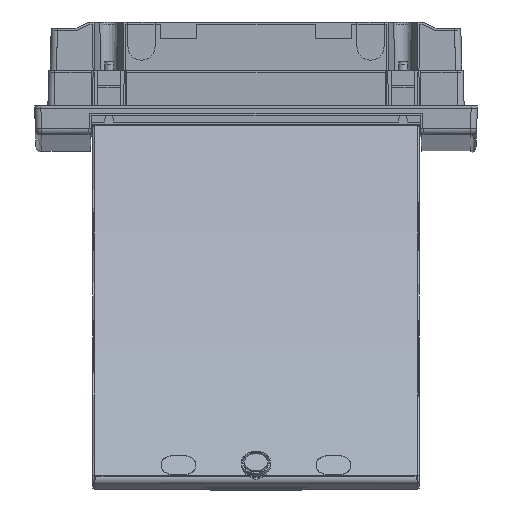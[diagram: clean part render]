
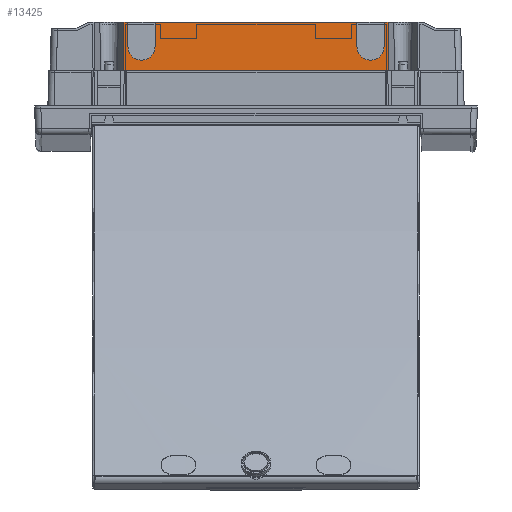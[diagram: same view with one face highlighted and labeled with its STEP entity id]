
A CAD part, left-side view. The second image highlights one B-rep face of the part: STEP entity #13425.
In plain terms, the highlighted face is planar.
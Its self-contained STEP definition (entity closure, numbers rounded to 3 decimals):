
#760=CIRCLE('',#16589,10.935);
#774=CIRCLE('',#16661,10.935);
#3147=ORIENTED_EDGE('',*,*,#5874,.T.);
#3148=ORIENTED_EDGE('',*,*,#5876,.T.);
#3149=ORIENTED_EDGE('',*,*,#5701,.F.);
#3150=ORIENTED_EDGE('',*,*,#6019,.F.);
#3151=ORIENTED_EDGE('',*,*,#6025,.T.);
#3152=ORIENTED_EDGE('',*,*,#5861,.T.);
#3153=ORIENTED_EDGE('',*,*,#5673,.T.);
#3154=ORIENTED_EDGE('',*,*,#5727,.F.);
#3155=ORIENTED_EDGE('',*,*,#5723,.F.);
#3156=ORIENTED_EDGE('',*,*,#5728,.F.);
#3157=ORIENTED_EDGE('',*,*,#5669,.F.);
#3158=ORIENTED_EDGE('',*,*,#5877,.T.);
#5669=EDGE_CURVE('',#7345,#7346,#8592,.T.);
#5673=EDGE_CURVE('',#7350,#7349,#8596,.T.);
#5701=EDGE_CURVE('',#7377,#7378,#8620,.T.);
#5723=EDGE_CURVE('',#7399,#7400,#760,.T.);
#5727=EDGE_CURVE('',#7400,#7349,#8623,.T.);
#5728=EDGE_CURVE('',#7346,#7399,#8624,.T.);
#5861=EDGE_CURVE('',#7487,#7350,#8738,.T.);
#5874=EDGE_CURVE('',#7497,#7499,#774,.T.);
#5876=EDGE_CURVE('',#7499,#7378,#8746,.T.);
#5877=EDGE_CURVE('',#7345,#7497,#8747,.T.);
#6019=EDGE_CURVE('',#7585,#7377,#8870,.T.);
#6025=EDGE_CURVE('',#7585,#7487,#8876,.T.);
#7345=VERTEX_POINT('',#23593);
#7346=VERTEX_POINT('',#23595);
#7349=VERTEX_POINT('',#23601);
#7350=VERTEX_POINT('',#23603);
#7377=VERTEX_POINT('',#23657);
#7378=VERTEX_POINT('',#23659);
#7399=VERTEX_POINT('',#23721);
#7400=VERTEX_POINT('',#23723);
#7487=VERTEX_POINT('',#24028);
#7497=VERTEX_POINT('',#24068);
#7499=VERTEX_POINT('',#24072);
#7585=VERTEX_POINT('',#24385);
#8592=LINE('',#23594,#9934);
#8596=LINE('',#23602,#9938);
#8620=LINE('',#23658,#9962);
#8623=LINE('',#23729,#9965);
#8624=LINE('',#23731,#9966);
#8738=LINE('',#24044,#10080);
#8746=LINE('',#24076,#10088);
#8747=LINE('',#24078,#10089);
#8870=LINE('',#24402,#10212);
#8876=LINE('',#24413,#10218);
#9934=VECTOR('',#18797,1000.);
#9938=VECTOR('',#18801,1000.);
#9962=VECTOR('',#18833,1000.);
#9965=VECTOR('',#18924,1000.);
#9966=VECTOR('',#18927,1000.);
#10080=VECTOR('',#19147,1000.);
#10088=VECTOR('',#19187,1000.);
#10089=VECTOR('',#19190,1000.);
#10212=VECTOR('',#19423,1000.);
#10218=VECTOR('',#19437,1000.);
#11246=EDGE_LOOP('',(#3147,#3148,#3149,#3150,#3151,#3152,#3153,#3154,#3155,
#3156,#3157,#3158));
#12133=FACE_BOUND('',#11246,.T.);
#12763=PLANE('',#16722);
#13425=ADVANCED_FACE('',(#12133),#12763,.T.);
#16589=AXIS2_PLACEMENT_3D('',#23722,#18915,#18916);
#16661=AXIS2_PLACEMENT_3D('',#24073,#19182,#19183);
#16722=AXIS2_PLACEMENT_3D('',#24412,#19435,#19436);
#18797=DIRECTION('',(0.,0.,-1.));
#18801=DIRECTION('',(0.,0.,1.));
#18833=DIRECTION('',(0.,0.,-1.));
#18915=DIRECTION('',(-1.,-0.017,0.));
#18916=DIRECTION('',(-0.017,1.,0.));
#18924=DIRECTION('',(0.017,-1.,-0.017));
#18927=DIRECTION('',(-0.017,1.,-0.017));
#19147=DIRECTION('',(0.017,-1.,0.012));
#19182=DIRECTION('',(1.,0.017,0.));
#19183=DIRECTION('',(-0.017,1.,0.));
#19187=DIRECTION('',(0.017,-1.,0.017));
#19190=DIRECTION('',(-0.017,1.,0.017));
#19423=DIRECTION('',(0.017,-1.,-0.012));
#19435=DIRECTION('',(-1.,-0.017,0.));
#19436=DIRECTION('',(-0.017,1.,0.));
#19437=DIRECTION('',(0.,0.,-1.));
#23593=CARTESIAN_POINT('',(-183.813,0.,81.07));
#23594=CARTESIAN_POINT('',(-183.813,0.,178.445));
#23595=CARTESIAN_POINT('',(-183.813,0.,-81.07));
#23601=CARTESIAN_POINT('',(-183.813,0.,-103.633));
#23602=CARTESIAN_POINT('',(-183.813,0.,-178.445));
#23603=CARTESIAN_POINT('',(-183.813,0.,-106.511));
#23657=CARTESIAN_POINT('',(-183.813,0.,106.511));
#23658=CARTESIAN_POINT('',(-183.813,0.,178.445));
#23659=CARTESIAN_POINT('',(-183.813,0.,103.633));
#23721=CARTESIAN_POINT('',(-184.159,19.857,-81.416));
#23722=CARTESIAN_POINT('',(-184.159,19.857,-92.351));
#23723=CARTESIAN_POINT('',(-184.159,19.857,-103.286));
#23729=CARTESIAN_POINT('',(-184.103,16.644,-103.342));
#23731=CARTESIAN_POINT('',(-184.103,16.644,-81.36));
#24028=CARTESIAN_POINT('',(-184.49,38.8,-106.99));
#24044=CARTESIAN_POINT('',(-184.505,39.681,-107.001));
#24068=CARTESIAN_POINT('',(-184.159,19.857,81.416));
#24072=CARTESIAN_POINT('',(-184.159,19.857,103.286));
#24073=CARTESIAN_POINT('',(-184.159,19.857,92.351));
#24076=CARTESIAN_POINT('',(-184.467,37.483,102.979));
#24078=CARTESIAN_POINT('',(-184.519,40.487,81.776));
#24385=CARTESIAN_POINT('',(-184.49,38.8,106.99));
#24402=CARTESIAN_POINT('',(-184.505,39.681,107.001));
#24412=CARTESIAN_POINT('',(-184.49,38.8,178.445));
#24413=CARTESIAN_POINT('',(-184.49,38.8,178.445));
